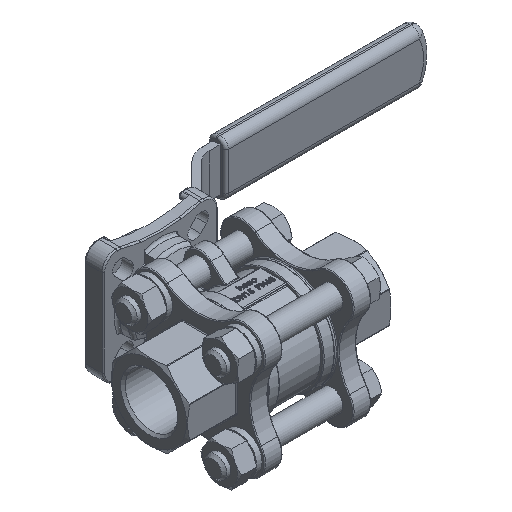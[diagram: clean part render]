
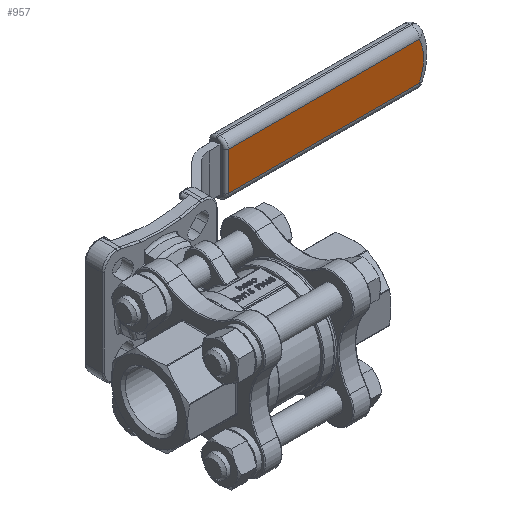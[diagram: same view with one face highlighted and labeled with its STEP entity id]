
A CAD part, isometric view. The second image highlights one B-rep face of the part: STEP entity #957.
In plain terms, the highlighted planar face has unit normal (0, -1, 0).
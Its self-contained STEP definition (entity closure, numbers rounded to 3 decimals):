
#957 = ADVANCED_FACE ( 'NONE', ( #23644 ), #23592, .F. ) ;
#1607 = EDGE_CURVE ( 'NONE', #11769, #11739, #24348, .T. ) ;
#11739 = VERTEX_POINT ( 'NONE', #53094 ) ;
#11769 = VERTEX_POINT ( 'NONE', #53092 ) ;
#11850 = VERTEX_POINT ( 'NONE', #53118 ) ;
#11922 = VERTEX_POINT ( 'NONE', #53110 ) ;
#12263 = LINE ( 'NONE', #12265, #16247 ) ;
#12265 = CARTESIAN_POINT ( 'NONE',  ( 50.314, 58.8, 87.965 ) ) ;
#12268 = DIRECTION ( 'NONE',  ( 0., 0., -1. ) ) ;
#14319 = LINE ( 'NONE', #14320, #61292 ) ;
#14320 = CARTESIAN_POINT ( 'NONE',  ( 125., 58.8, -7. ) ) ;
#14321 = DIRECTION ( 'NONE',  ( 1., 0., 0. ) ) ;
#14403 = LINE ( 'NONE', #14409, #61260 ) ;
#14409 = CARTESIAN_POINT ( 'NONE',  ( 125., 58.8, 7. ) ) ;
#14410 = DIRECTION ( 'NONE',  ( -1., 0., 0. ) ) ;
#16247 = VECTOR ( 'NONE', #12268, 1000. ) ;
#18220 = CARTESIAN_POINT ( 'NONE',  ( 105.5, 58.8, 0. ) ) ;
#18222 = DIRECTION ( 'NONE',  ( 0., -1., 0. ) ) ;
#18224 = DIRECTION ( 'NONE',  ( -1., 0., 0. ) ) ;
#23592 = PLANE ( 'NONE',  #50277 ) ;
#23644 = FACE_OUTER_BOUND ( 'NONE', #59986, .T. ) ;
#23688 = CARTESIAN_POINT ( 'NONE',  ( 125., 58.8, 87.965 ) ) ;
#23690 = DIRECTION ( 'NONE',  ( 0., 1., 0. ) ) ;
#23691 = DIRECTION ( 'NONE',  ( -1., 0., 0. ) ) ;
#24309 = AXIS2_PLACEMENT_3D ( 'NONE', #18220, #18222, #18224 ) ;
#24348 = CIRCLE ( 'NONE', #24309, 16.5 ) ;
#29274 = ORIENTED_EDGE ( 'NONE', *, *, #1607, .T. ) ;
#29296 = ORIENTED_EDGE ( 'NONE', *, *, #39996, .T. ) ;
#29346 = ORIENTED_EDGE ( 'NONE', *, *, #40627, .T. ) ;
#29571 = ORIENTED_EDGE ( 'NONE', *, *, #40662, .T. ) ;
#39996 = EDGE_CURVE ( 'NONE', #11922, #11850, #12263, .T. ) ;
#40627 = EDGE_CURVE ( 'NONE', #11850, #11769, #14319, .T. ) ;
#40662 = EDGE_CURVE ( 'NONE', #11739, #11922, #14403, .T. ) ;
#50277 = AXIS2_PLACEMENT_3D ( 'NONE', #23688, #23690, #23691 ) ;
#53092 = CARTESIAN_POINT ( 'NONE',  ( 120.442, 58.8, -7. ) ) ;
#53094 = CARTESIAN_POINT ( 'NONE',  ( 120.442, 58.8, 7. ) ) ;
#53110 = CARTESIAN_POINT ( 'NONE',  ( 50.314, 58.8, 7. ) ) ;
#53118 = CARTESIAN_POINT ( 'NONE',  ( 50.314, 58.8, -7. ) ) ;
#59986 = EDGE_LOOP ( 'NONE', ( #29296, #29346, #29274, #29571 ) ) ;
#61260 = VECTOR ( 'NONE', #14410, 1000. ) ;
#61292 = VECTOR ( 'NONE', #14321, 1000. ) ;
